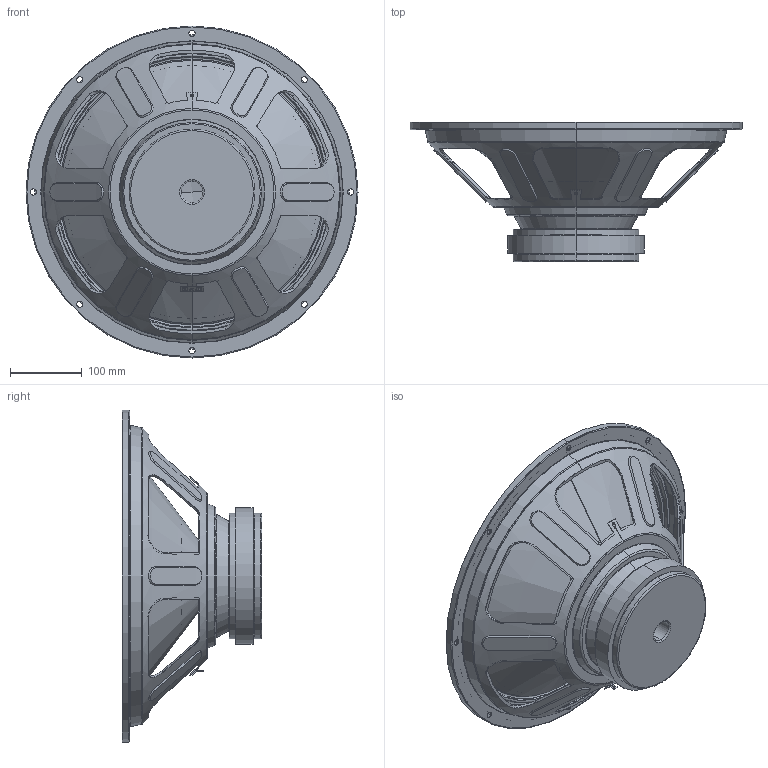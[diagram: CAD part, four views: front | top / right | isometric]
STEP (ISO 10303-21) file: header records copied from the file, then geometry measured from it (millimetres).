
FILE_DESCRIPTION (( 'STEP AP203' ), '1' );
FILE_NAME ('183FINDX8-297 3D drawing 20210108.STEP', '2021-01-08T09:26:04', ( '' ), ( '' ), 'SwSTEP 2.0', 'SolidWorks 2020', '' );
FILE_SCHEMA (( 'CONFIG_CONTROL_DESIGN' ));
Length unit declared in the file: millimetre
Products named in the file (1): 183FINDX8-297 3D drawing 20210108
Bounding box: 462.4 x 194.2 x 462.4 mm (x, y, z)
Surface area: 910982.2 mm2 (no closed solid volume)
Topology: 0 solids, 17 shells, 365 faces, 1171 edges, 816 vertices
Faces by surface type: cylinder 124, plane 111, cone 67, torus 54, bspline 7, sphere 2
Entity records: 21153 total; most frequent: CARTESIAN_POINT 10990, DIRECTION 2113, ORIENTED_EDGE 1911, EDGE_CURVE 1171, AXIS2_PLACEMENT_3D 819, VERTEX_POINT 816, LINE 475, VECTOR 475
